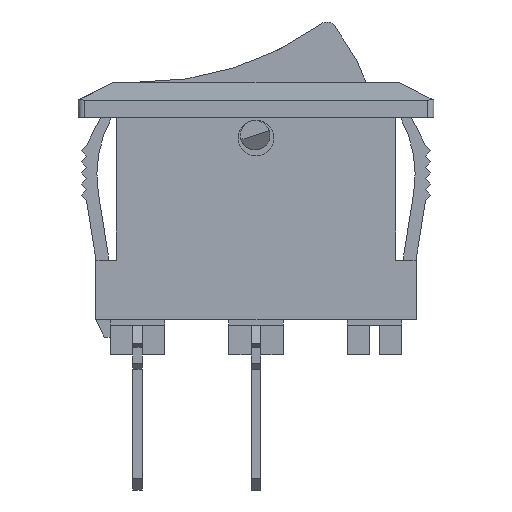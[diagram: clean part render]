
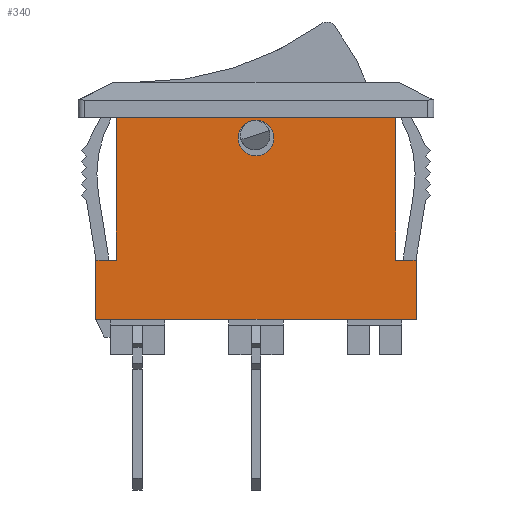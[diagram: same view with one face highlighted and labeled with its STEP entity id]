
A CAD part, front view. The second image highlights one B-rep face of the part: STEP entity #340.
In plain terms, the highlighted planar face has unit normal (0, -1, 0).
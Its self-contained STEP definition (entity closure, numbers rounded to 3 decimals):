
#340=ADVANCED_FACE('',(#2313,#2315),#2317,.F.);
#2313=FACE_BOUND('',#2314,.T.);
#2314=EDGE_LOOP('',(#4092,#4093,#4094,#4095,#4096,#4097,#4098,#4099));
#2315=FACE_BOUND('',#2316,.T.);
#2316=EDGE_LOOP('',(#4100));
#2317=PLANE('',#2318);
#2318=AXIS2_PLACEMENT_3D('',#2319,#2320,#2321);
#2319=CARTESIAN_POINT('',(0.,-4.25,0.));
#2320=DIRECTION('',(-0.,1.,0.));
#2321=DIRECTION('',(1.,0.,0.));
#4092=ORIENTED_EDGE('',*,*,#5389,.F.);
#4093=ORIENTED_EDGE('',*,*,#5390,.F.);
#4094=ORIENTED_EDGE('',*,*,#5391,.F.);
#4095=ORIENTED_EDGE('',*,*,#5350,.F.);
#4096=ORIENTED_EDGE('',*,*,#5359,.F.);
#4097=ORIENTED_EDGE('',*,*,#5392,.F.);
#4098=ORIENTED_EDGE('',*,*,#5393,.F.);
#4099=ORIENTED_EDGE('',*,*,#5394,.F.);
#4100=ORIENTED_EDGE('',*,*,#5395,.T.);
#5350=EDGE_CURVE('',#6240,#6242,#6243,.T.);
#5359=EDGE_CURVE('',#6257,#6240,#6259,.T.);
#5389=EDGE_CURVE('',#6312,#6313,#6314,.T.);
#5390=EDGE_CURVE('',#6315,#6312,#6316,.T.);
#5391=EDGE_CURVE('',#6242,#6315,#6317,.T.);
#5392=EDGE_CURVE('',#6318,#6257,#6319,.T.);
#5393=EDGE_CURVE('',#6320,#6318,#6321,.T.);
#5394=EDGE_CURVE('',#6313,#6320,#6322,.T.);
#5395=EDGE_CURVE('',#6323,#6323,#6324,.T.);
#6240=VERTEX_POINT('',#8177);
#6242=VERTEX_POINT('',#8181);
#6243=LINE('',#8182,#8183);
#6257=VERTEX_POINT('',#8212);
#6259=LINE('',#8216,#8217);
#6312=VERTEX_POINT('',#8329);
#6313=VERTEX_POINT('',#8330);
#6314=LINE('',#8331,#8332);
#6315=VERTEX_POINT('',#8334);
#6316=LINE('',#8335,#8336);
#6317=LINE('',#8338,#8339);
#6318=VERTEX_POINT('',#8341);
#6319=LINE('',#8342,#8343);
#6320=VERTEX_POINT('',#8345);
#6321=LINE('',#8346,#8347);
#6322=LINE('',#8349,#8350);
#6323=VERTEX_POINT('',#8352);
#6324=CIRCLE('',#8353,0.75);
#8177=CARTESIAN_POINT('',(-6.75,-4.25,2.1));
#8181=CARTESIAN_POINT('',(-6.75,-4.25,4.6));
#8182=CARTESIAN_POINT('',(-6.75,-4.25,2.1));
#8183=VECTOR('',#8184,1.);
#8184=DIRECTION('',(0.,0.,1.));
#8212=CARTESIAN_POINT('',(6.75,-4.25,2.1));
#8216=CARTESIAN_POINT('',(6.75,-4.25,2.1));
#8217=VECTOR('',#8218,1.);
#8218=DIRECTION('',(-1.,0.,0.));
#8329=CARTESIAN_POINT('',(-5.9,-4.25,10.6));
#8330=CARTESIAN_POINT('',(5.9,-4.25,10.6));
#8331=CARTESIAN_POINT('',(-5.9,-4.25,10.6));
#8332=VECTOR('',#8333,1.);
#8333=DIRECTION('',(1.,0.,0.));
#8334=CARTESIAN_POINT('',(-5.9,-4.25,4.6));
#8335=CARTESIAN_POINT('',(-5.9,-4.25,4.6));
#8336=VECTOR('',#8337,1.);
#8337=DIRECTION('',(0.,0.,1.));
#8338=CARTESIAN_POINT('',(-6.75,-4.25,4.6));
#8339=VECTOR('',#8340,1.);
#8340=DIRECTION('',(1.,0.,0.));
#8341=CARTESIAN_POINT('',(6.75,-4.25,4.6));
#8342=CARTESIAN_POINT('',(6.75,-4.25,4.6));
#8343=VECTOR('',#8344,1.);
#8344=DIRECTION('',(0.,0.,-1.));
#8345=CARTESIAN_POINT('',(5.9,-4.25,4.6));
#8346=CARTESIAN_POINT('',(5.9,-4.25,4.6));
#8347=VECTOR('',#8348,1.);
#8348=DIRECTION('',(1.,0.,0.));
#8349=CARTESIAN_POINT('',(5.9,-4.25,10.6));
#8350=VECTOR('',#8351,1.);
#8351=DIRECTION('',(0.,0.,-1.));
#8352=CARTESIAN_POINT('',(0.75,-4.25,9.75));
#8353=AXIS2_PLACEMENT_3D('',#8354,#8355,#8356);
#8354=CARTESIAN_POINT('',(0.,-4.25,9.75));
#8355=DIRECTION('',(-0.,1.,0.));
#8356=DIRECTION('',(1.,0.,0.));
